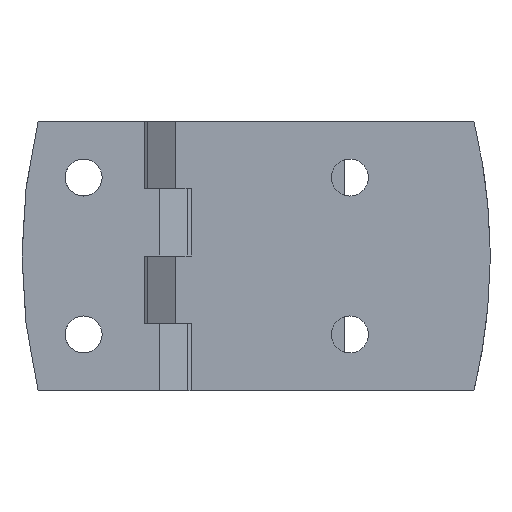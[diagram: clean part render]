
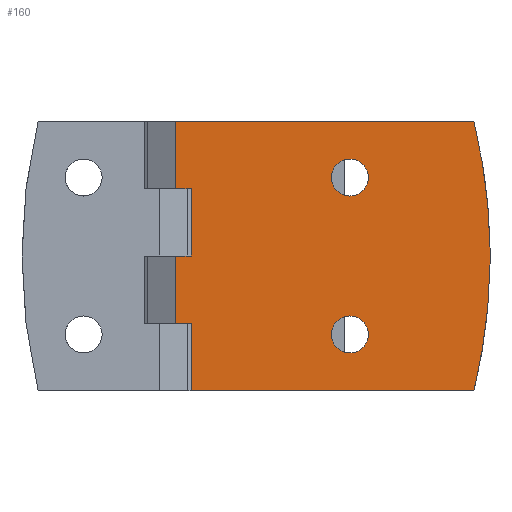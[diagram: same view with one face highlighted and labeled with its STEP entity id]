
A CAD part, front view. The second image highlights one B-rep face of the part: STEP entity #160.
In plain terms, the highlighted planar face has unit normal (0, -1, 0).
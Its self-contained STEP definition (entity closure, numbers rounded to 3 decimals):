
#160 = ADVANCED_FACE( '', ( #325, #326, #327 ), #328, .F. );
#325 = FACE_BOUND( '', #521, .T. );
#326 = FACE_BOUND( '', #522, .T. );
#327 = FACE_OUTER_BOUND( '', #523, .T. );
#328 = PLANE( '', #524 );
#521 = EDGE_LOOP( '', ( #767 ) );
#522 = EDGE_LOOP( '', ( #768 ) );
#523 = EDGE_LOOP( '', ( #769, #770, #771, #772, #773, #774, #775, #776, #777, #778, #779, #780 ) );
#524 = AXIS2_PLACEMENT_3D( '', #781, #782, #783 );
#767 = ORIENTED_EDGE( '', *, *, #1161, .T. );
#768 = ORIENTED_EDGE( '', *, *, #1162, .T. );
#769 = ORIENTED_EDGE( '', *, *, #1159, .T. );
#770 = ORIENTED_EDGE( '', *, *, #1163, .T. );
#771 = ORIENTED_EDGE( '', *, *, #1164, .T. );
#772 = ORIENTED_EDGE( '', *, *, #1165, .T. );
#773 = ORIENTED_EDGE( '', *, *, #1166, .F. );
#774 = ORIENTED_EDGE( '', *, *, #1167, .T. );
#775 = ORIENTED_EDGE( '', *, *, #1130, .F. );
#776 = ORIENTED_EDGE( '', *, *, #1168, .T. );
#777 = ORIENTED_EDGE( '', *, *, #1169, .T. );
#778 = ORIENTED_EDGE( '', *, *, #1170, .F. );
#779 = ORIENTED_EDGE( '', *, *, #1171, .F. );
#780 = ORIENTED_EDGE( '', *, *, #1172, .T. );
#781 = CARTESIAN_POINT( '', ( 1.4, -9., 24. ) );
#782 = DIRECTION( '', ( 0., 1., 0. ) );
#783 = DIRECTION( '', ( 0., 0., 1. ) );
#1130 = EDGE_CURVE( '', #1325, #1321, #1327, .T. );
#1159 = EDGE_CURVE( '', #1366, #1371, #1373, .T. );
#1161 = EDGE_CURVE( '', #1375, #1375, #1376, .T. );
#1162 = EDGE_CURVE( '', #1377, #1377, #1378, .T. );
#1163 = EDGE_CURVE( '', #1371, #1379, #1380, .T. );
#1164 = EDGE_CURVE( '', #1379, #1381, #1382, .T. );
#1165 = EDGE_CURVE( '', #1381, #1383, #1384, .F. );
#1166 = EDGE_CURVE( '', #1385, #1383, #1386, .T. );
#1167 = EDGE_CURVE( '', #1385, #1321, #1387, .F. );
#1168 = EDGE_CURVE( '', #1325, #1388, #1389, .T. );
#1169 = EDGE_CURVE( '', #1388, #1390, #1391, .T. );
#1170 = EDGE_CURVE( '', #1392, #1390, #1393, .T. );
#1171 = EDGE_CURVE( '', #1394, #1392, #1395, .T. );
#1172 = EDGE_CURVE( '', #1394, #1366, #1396, .T. );
#1321 = VERTEX_POINT( '', #1766 );
#1325 = VERTEX_POINT( '', #1771 );
#1327 = LINE( '', #1774, #1775 );
#1366 = VERTEX_POINT( '', #1817 );
#1371 = VERTEX_POINT( '', #1823 );
#1373 = LINE( '', #1826, #1827 );
#1375 = VERTEX_POINT( '', #1829 );
#1376 = CIRCLE( '', #1830, 3.3 );
#1377 = VERTEX_POINT( '', #1831 );
#1378 = CIRCLE( '', #1832, 3.3 );
#1379 = VERTEX_POINT( '', #1833 );
#1380 = LINE( '', #1834, #1835 );
#1381 = VERTEX_POINT( '', #1836 );
#1382 = LINE( '', #1837, #1838 );
#1383 = VERTEX_POINT( '', #1839 );
#1384 = CIRCLE( '', #1840, 101.62 );
#1385 = VERTEX_POINT( '', #1841 );
#1386 = LINE( '', #1842, #1843 );
#1387 = CIRCLE( '', #1844, 101.62 );
#1388 = VERTEX_POINT( '', #1845 );
#1389 = LINE( '', #1846, #1847 );
#1390 = VERTEX_POINT( '', #1848 );
#1391 = LINE( '', #1849, #1850 );
#1392 = VERTEX_POINT( '', #1851 );
#1393 = LINE( '', #1852, #1853 );
#1394 = VERTEX_POINT( '', #1854 );
#1395 = LINE( '', #1855, #1856 );
#1396 = LINE( '', #1857, #1858 );
#1766 = CARTESIAN_POINT( '', ( 54.625, -9., 24. ) );
#1771 = CARTESIAN_POINT( '', ( 1.4, -9., 24. ) );
#1774 = CARTESIAN_POINT( '', ( 1.4, -9., 24. ) );
#1775 = VECTOR( '', #2140, 1000. );
#1817 = CARTESIAN_POINT( '', ( 1.4, -9., -12. ) );
#1823 = CARTESIAN_POINT( '', ( 4.2, -9., -12. ) );
#1826 = CARTESIAN_POINT( '', ( 1.4, -9., -12. ) );
#1827 = VECTOR( '', #2194, 1000. );
#1829 = CARTESIAN_POINT( '', ( 32.5, -9., -10.7 ) );
#1830 = AXIS2_PLACEMENT_3D( '', #2195, #2196, #2197 );
#1831 = CARTESIAN_POINT( '', ( 32.5, -9., 17.3 ) );
#1832 = AXIS2_PLACEMENT_3D( '', #2198, #2199, #2200 );
#1833 = CARTESIAN_POINT( '', ( 4.2, -9., -24. ) );
#1834 = CARTESIAN_POINT( '', ( 4.2, -9., 24. ) );
#1835 = VECTOR( '', #2201, 1000. );
#1836 = CARTESIAN_POINT( '', ( 54.625, -9., -24. ) );
#1837 = CARTESIAN_POINT( '', ( 1.4, -9., -24. ) );
#1838 = VECTOR( '', #2202, 1000. );
#1839 = CARTESIAN_POINT( '', ( 57.49, -9., -1.426 ) );
#1840 = AXIS2_PLACEMENT_3D( '', #2203, #2204, #2205 );
#1841 = CARTESIAN_POINT( '', ( 57.49, -9., 1.426 ) );
#1842 = CARTESIAN_POINT( '', ( 57.49, -9., 24. ) );
#1843 = VECTOR( '', #2206, 1000. );
#1844 = AXIS2_PLACEMENT_3D( '', #2207, #2208, #2209 );
#1845 = CARTESIAN_POINT( '', ( 1.4, -9., 12. ) );
#1846 = CARTESIAN_POINT( '', ( 1.4, -9., 24. ) );
#1847 = VECTOR( '', #2210, 1000. );
#1848 = CARTESIAN_POINT( '', ( 4.2, -9., 12. ) );
#1849 = CARTESIAN_POINT( '', ( 1.4, -9., 12. ) );
#1850 = VECTOR( '', #2211, 1000. );
#1851 = CARTESIAN_POINT( '', ( 4.2, -9., 0. ) );
#1852 = CARTESIAN_POINT( '', ( 4.2, -9., 24. ) );
#1853 = VECTOR( '', #2212, 1000. );
#1854 = CARTESIAN_POINT( '', ( 1.4, -9., 0. ) );
#1855 = CARTESIAN_POINT( '', ( 1.4, -9., 0. ) );
#1856 = VECTOR( '', #2213, 1000. );
#1857 = CARTESIAN_POINT( '', ( 1.4, -9., 24. ) );
#1858 = VECTOR( '', #2214, 1000. );
#2140 = DIRECTION( '', ( 1., 0., 0. ) );
#2194 = DIRECTION( '', ( 1., 0., 0. ) );
#2195 = CARTESIAN_POINT( '', ( 32.5, -9., -14. ) );
#2196 = DIRECTION( '', ( 0., 1., 0. ) );
#2197 = DIRECTION( '', ( 0., 0., 1. ) );
#2198 = CARTESIAN_POINT( '', ( 32.5, -9., 14. ) );
#2199 = DIRECTION( '', ( 0., 1., 0. ) );
#2200 = DIRECTION( '', ( 0., 0., 1. ) );
#2201 = DIRECTION( '', ( 0., 0., -1. ) );
#2202 = DIRECTION( '', ( 1., 0., 0. ) );
#2203 = CARTESIAN_POINT( '', ( -44.12, -9., 0. ) );
#2204 = DIRECTION( '', ( 0., 1., 0. ) );
#2205 = DIRECTION( '', ( 0., 0., 1. ) );
#2206 = DIRECTION( '', ( 0., 0., -1. ) );
#2207 = CARTESIAN_POINT( '', ( -44.12, -9., 0. ) );
#2208 = DIRECTION( '', ( 0., 1., 0. ) );
#2209 = DIRECTION( '', ( 0., 0., 1. ) );
#2210 = DIRECTION( '', ( 0., 0., -1. ) );
#2211 = DIRECTION( '', ( 1., 0., 0. ) );
#2212 = DIRECTION( '', ( 0., 0., 1. ) );
#2213 = DIRECTION( '', ( 1., 0., 0. ) );
#2214 = DIRECTION( '', ( 0., 0., -1. ) );
